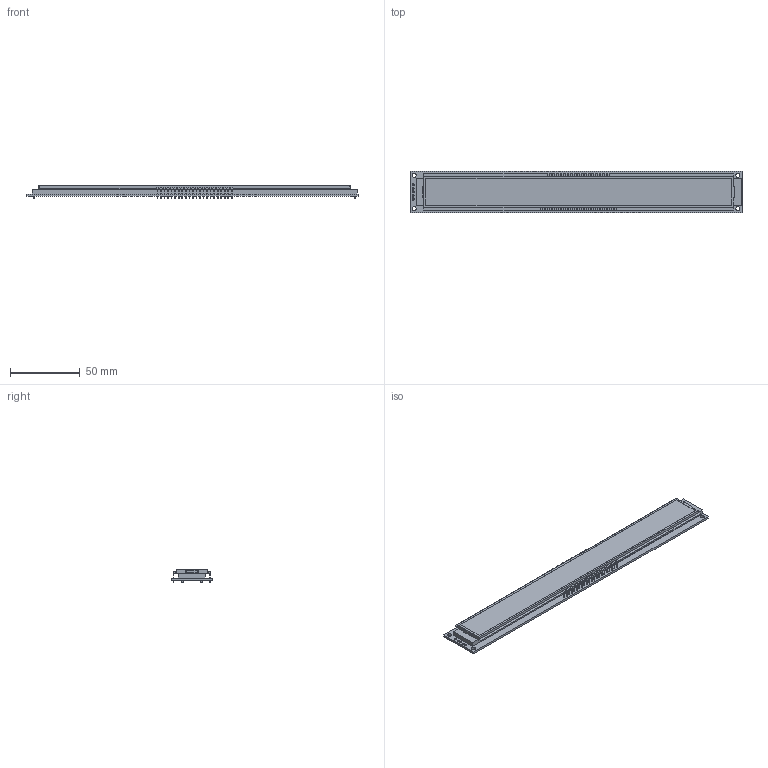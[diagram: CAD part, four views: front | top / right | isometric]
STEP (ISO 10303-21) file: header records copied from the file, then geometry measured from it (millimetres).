
FILE_DESCRIPTION(/* description */ (''),/* implementation_level */ '2;1');
FILE_NAME(/* name */ 'A3xx FCU LCD Unit (STEP).step',/* time_stamp */ '2023-04-10T12:23:08+01:00',/* author */ (''),/* organization */ (''),/* preprocessor_version */ 'ST-DEVELOPER v19',/* originating_system */ 'Autodesk Translation Framework v11.7.0.108',/* authorisation */ '');
FILE_SCHEMA (('AUTOMOTIVE_DESIGN { 1 0 10303 214 3 1 1 }'));
Length unit declared in the file: millimetre
Products named in the file (8): Custom LCD PCB v3-2; A3xx_LCD_Backlight; COMPOUND (1); PinHeader_1x07_P2.54mm_Vertical; SOLID (1); A3xx_LCD_Display; COMPOUND (2); COMPOUND (3)
Assembly tree (7 placements, depth 3):
  Custom LCD PCB v3-2
    A3xx_LCD_Backlight
      COMPOUND (1)
    PinHeader_1x07_P2.54mm_Vertical
      SOLID (1)
    A3xx_LCD_Display
      COMPOUND (2)
    COMPOUND (3)
Bounding box: 238 x 30 x 9.35 mm (x, y, z)
Volume: 41338.7 mm3; surface area: 40089.3 mm2
Topology: 47 solids, 47 shells, 620 faces, 1409 edges, 926 vertices
Faces by surface type: plane 517, cylinder 87, torus 8, bspline 8
Full cylindrical faces by diameter (mm): 0.762 x40, 1 x5, 1.5 x10, 3 x4
Entity records: 17811 total; most frequent: CARTESIAN_POINT 3194, DIRECTION 2845, ORIENTED_EDGE 2802, EDGE_CURVE 1401, LINE 1195, VECTOR 1195, VERTEX_POINT 926, AXIS2_PLACEMENT_3D 825
